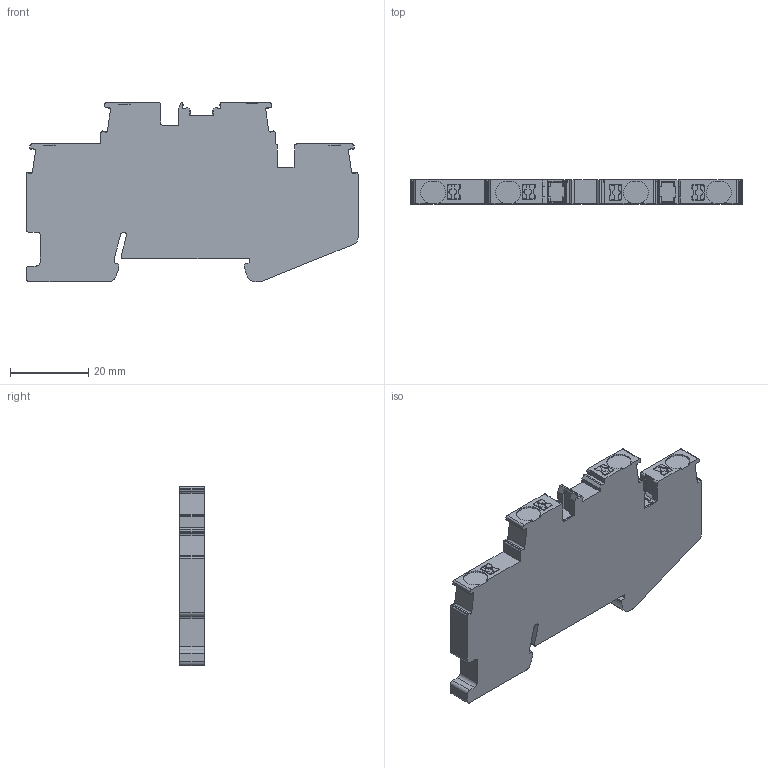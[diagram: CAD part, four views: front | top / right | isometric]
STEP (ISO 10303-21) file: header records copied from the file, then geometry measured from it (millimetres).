
FILE_DESCRIPTION( ( 'STEP AP214' ), '1' );
FILE_NAME( 'DPTTB¹s¥ó1.stp', '2022-03-30T02:23:43', ( ' ' ), ( ' ' ), 'XStep 1.0', ' ', ' ' );
FILE_SCHEMA( ( 'CONFIG_CONTROL_DESIGN) ( )' ) );
Length unit declared in the file: metre
Products named in the file (1): 12
Bounding box: 85 x 6.15 x 45.9 mm (x, y, z)
Volume: 18164.2 mm3; surface area: 8045.2 mm2
Topology: 1 solids, 1 shells, 381 faces, 1091 edges, 724 vertices
Faces by surface type: plane 237, cylinder 144
Entity records: 15531 total; most frequent: CARTESIAN_POINT 2209, ORIENTED_EDGE 2182, DIRECTION 2153, EDGE_CURVE 1091, LINE 785, VECTOR 785, VERTEX_POINT 724, AXIS2_PLACEMENT_3D 684
